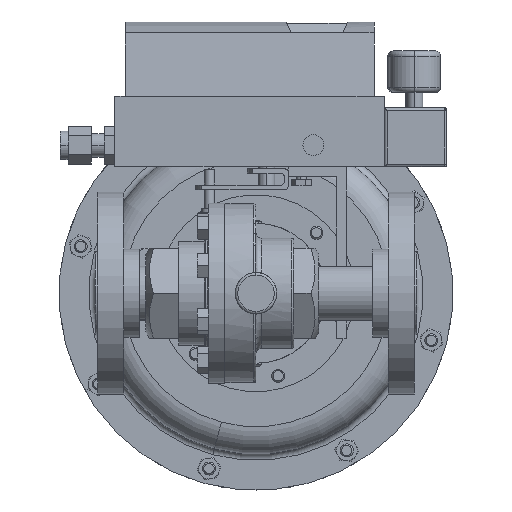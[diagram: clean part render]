
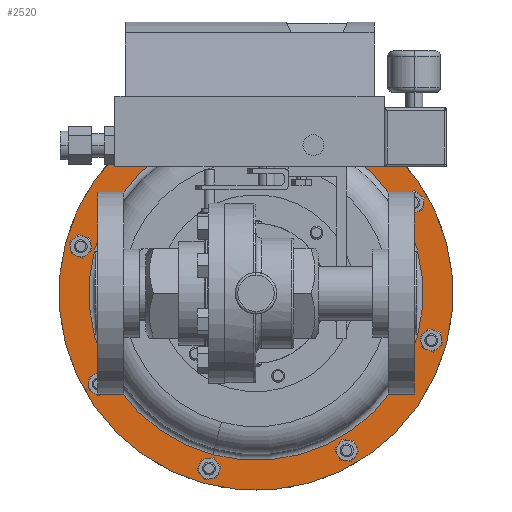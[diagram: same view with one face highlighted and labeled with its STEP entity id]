
A CAD part, front view. The second image highlights one B-rep face of the part: STEP entity #2520.
In plain terms, the highlighted planar face has unit normal (0, -1, 0).
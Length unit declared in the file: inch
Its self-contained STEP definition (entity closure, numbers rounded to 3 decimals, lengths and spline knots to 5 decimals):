
#369 = ORIENTED_EDGE ( 'NONE', *, *, #25048, .F. ) ;
#853 = DIRECTION ( 'NONE',  ( -0.259, 0., -0.966 ) ) ;
#2273 = AXIS2_PLACEMENT_3D ( 'NONE', #34671, #15124, #37842 ) ;
#2520 = ADVANCED_FACE ( 'NONE', ( #30225, #5304 ), #32556, .T. ) ;
#3936 = EDGE_LOOP ( 'NONE', ( #26858, #32627 ) ) ;
#4651 = CARTESIAN_POINT ( 'NONE',  ( 2.56941, 10.93332, 7.92366 ) ) ;
#4753 = VERTEX_POINT ( 'NONE', #23325 ) ;
#5304 = FACE_OUTER_BOUND ( 'NONE', #18730, .T. ) ;
#6554 = CARTESIAN_POINT ( 'NONE',  ( -3.06152, 10.93332, 5.26133 ) ) ;
#6846 = ORIENTED_EDGE ( 'NONE', *, *, #21527, .F. ) ;
#7394 = VERTEX_POINT ( 'NONE', #4651 ) ;
#7503 = CARTESIAN_POINT ( 'NONE',  ( 1.52663, 10.93332, 4.03194 ) ) ;
#9643 = VERTEX_POINT ( 'NONE', #34319 ) ;
#10818 = DIRECTION ( 'NONE',  ( -0.259, 0., -0.966 ) ) ;
#10897 = CARTESIAN_POINT ( 'NONE',  ( 1.52663, 10.93332, 4.03194 ) ) ;
#13195 = CARTESIAN_POINT ( 'NONE',  ( 0.48385, 10.93332, 0.14023 ) ) ;
#13302 = CIRCLE ( 'NONE', #2273, 4.75 ) ;
#13398 = VERTEX_POINT ( 'NONE', #13195 ) ;
#14113 = DIRECTION ( 'NONE',  ( -0.259, 0., -0.966 ) ) ;
#15124 = DIRECTION ( 'NONE',  ( 0., 1., 0. ) ) ;
#16358 = DIRECTION ( 'NONE',  ( 0.259, 0., 0.966 ) ) ;
#18086 = EDGE_CURVE ( 'NONE', #13398, #7394, #41255, .T. ) ;
#18730 = EDGE_LOOP ( 'NONE', ( #6846, #369 ) ) ;
#20269 = DIRECTION ( 'NONE',  ( 0., 1., 0. ) ) ;
#21471 = CIRCLE ( 'NONE', #39381, 4.029 ) ;
#21527 = EDGE_CURVE ( 'NONE', #9643, #4753, #25185, .T. ) ;
#23325 = CARTESIAN_POINT ( 'NONE',  ( 2.75602, 10.93332, 8.62009 ) ) ;
#25048 = EDGE_CURVE ( 'NONE', #4753, #9643, #13302, .T. ) ;
#25185 = CIRCLE ( 'NONE', #35336, 4.75 ) ;
#26796 = AXIS2_PLACEMENT_3D ( 'NONE', #7503, #30281, #10818 ) ;
#26858 = ORIENTED_EDGE ( 'NONE', *, *, #18086, .T. ) ;
#30225 = FACE_BOUND ( 'NONE', #3936, .T. ) ;
#30281 = DIRECTION ( 'NONE',  ( 0., 1., 0. ) ) ;
#32327 = AXIS2_PLACEMENT_3D ( 'NONE', #6554, #35859, #16358 ) ;
#32556 = PLANE ( 'NONE',  #32327 ) ;
#32627 = ORIENTED_EDGE ( 'NONE', *, *, #34081, .T. ) ;
#33643 = DIRECTION ( 'NONE',  ( 0., 1., 0. ) ) ;
#34081 = EDGE_CURVE ( 'NONE', #7394, #13398, #21471, .T. ) ;
#34319 = CARTESIAN_POINT ( 'NONE',  ( 0.29724, 10.93332, -0.55621 ) ) ;
#34671 = CARTESIAN_POINT ( 'NONE',  ( 1.52663, 10.93332, 4.03194 ) ) ;
#35336 = AXIS2_PLACEMENT_3D ( 'NONE', #10897, #33643, #14113 ) ;
#35859 = DIRECTION ( 'NONE',  ( 0., -1., 0. ) ) ;
#37842 = DIRECTION ( 'NONE',  ( -0.259, 0., -0.966 ) ) ;
#39381 = AXIS2_PLACEMENT_3D ( 'NONE', #39654, #20269, #853 ) ;
#39654 = CARTESIAN_POINT ( 'NONE',  ( 1.52663, 10.93332, 4.03194 ) ) ;
#41255 = CIRCLE ( 'NONE', #26796, 4.029 ) ;
